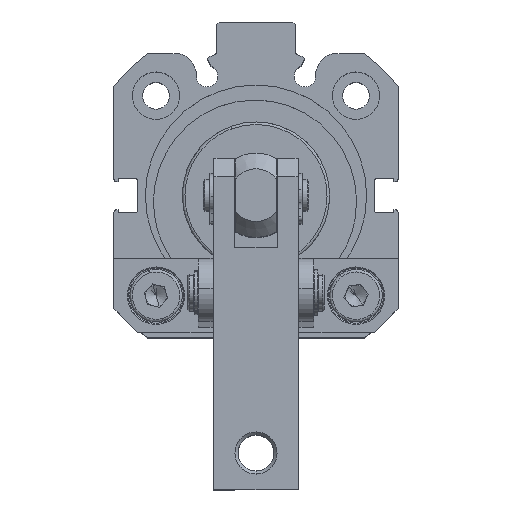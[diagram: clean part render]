
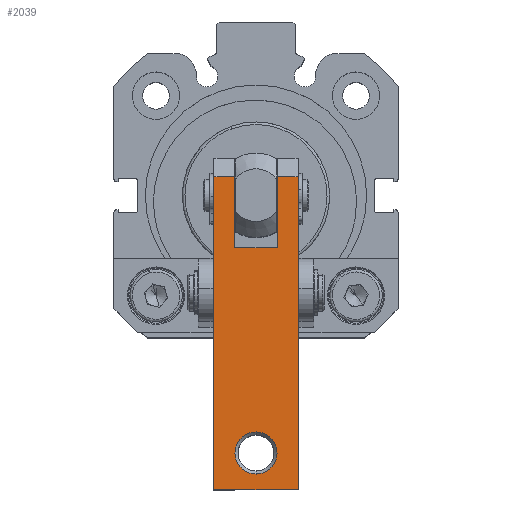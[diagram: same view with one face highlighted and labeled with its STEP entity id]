
A CAD part, top view. The second image highlights one B-rep face of the part: STEP entity #2039.
In plain terms, the highlighted face is planar.
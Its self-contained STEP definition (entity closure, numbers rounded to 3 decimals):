
#63 = DIRECTION ( 'NONE',  ( 1., 0., 0. ) ) ;
#911 = LINE ( 'NONE', #13562, #11750 ) ;
#947 = ORIENTED_EDGE ( 'NONE', *, *, #12529, .F. ) ;
#1058 = DIRECTION ( 'NONE',  ( 0., 0., -1. ) ) ;
#1344 = ORIENTED_EDGE ( 'NONE', *, *, #17305, .F. ) ;
#1574 = CARTESIAN_POINT ( 'NONE',  ( 4.05, 8., 63. ) ) ;
#1828 = VERTEX_POINT ( 'NONE', #8564 ) ;
#1899 = DIRECTION ( 'NONE',  ( -1., 0., 0. ) ) ;
#1971 = CIRCLE ( 'NONE', #15133, 4. ) ;
#2039 = ADVANCED_FACE ( 'NONE', ( #8068, #15778 ), #9322, .F. ) ;
#2335 = CARTESIAN_POINT ( 'NONE',  ( 4.05, 8., 46. ) ) ;
#2495 = LINE ( 'NONE', #2960, #10165 ) ;
#2902 = DIRECTION ( 'NONE',  ( 1., 0., 0. ) ) ;
#2960 = CARTESIAN_POINT ( 'NONE',  ( -8., 8., 0. ) ) ;
#3293 = VERTEX_POINT ( 'NONE', #12111 ) ;
#3410 = VECTOR ( 'NONE', #5683, 1000. ) ;
#3544 = CARTESIAN_POINT ( 'NONE',  ( 8., 8., 59.5 ) ) ;
#4283 = CARTESIAN_POINT ( 'NONE',  ( 0., 8., 59.5 ) ) ;
#4370 = ORIENTED_EDGE ( 'NONE', *, *, #6809, .F. ) ;
#4572 = VECTOR ( 'NONE', #5458, 1000. ) ;
#4687 = EDGE_CURVE ( 'NONE', #15700, #1828, #14565, .T. ) ;
#4975 = DIRECTION ( 'NONE',  ( 0., -1., 0. ) ) ;
#5458 = DIRECTION ( 'NONE',  ( 0., 0., 1. ) ) ;
#5577 = VERTEX_POINT ( 'NONE', #7951 ) ;
#5660 = EDGE_LOOP ( 'NONE', ( #1344, #15721, #12875, #9095, #12523, #947, #16140, #16058 ) ) ;
#5683 = DIRECTION ( 'NONE',  ( 0., 0., 1. ) ) ;
#6080 = VERTEX_POINT ( 'NONE', #8953 ) ;
#6109 = VERTEX_POINT ( 'NONE', #2335 ) ;
#6809 = EDGE_CURVE ( 'NONE', #1828, #15700, #1971, .T. ) ;
#6896 = EDGE_CURVE ( 'NONE', #5577, #13073, #911, .T. ) ;
#6971 = LINE ( 'NONE', #14237, #16791 ) ;
#7330 = VERTEX_POINT ( 'NONE', #3544 ) ;
#7355 = VECTOR ( 'NONE', #16613, 1000. ) ;
#7456 = EDGE_LOOP ( 'NONE', ( #10953, #4370 ) ) ;
#7951 = CARTESIAN_POINT ( 'NONE',  ( -8., 8., 0. ) ) ;
#8068 = FACE_OUTER_BOUND ( 'NONE', #5660, .T. ) ;
#8123 = CARTESIAN_POINT ( 'NONE',  ( -4.05, 8., 63. ) ) ;
#8564 = CARTESIAN_POINT ( 'NONE',  ( 0., 8., 3. ) ) ;
#8653 = CARTESIAN_POINT ( 'NONE',  ( -4.05, 8., 59.5 ) ) ;
#8935 = DIRECTION ( 'NONE',  ( 0., 0., 1. ) ) ;
#8953 = CARTESIAN_POINT ( 'NONE',  ( 4.05, 8., 59.5 ) ) ;
#9095 = ORIENTED_EDGE ( 'NONE', *, *, #6896, .T. ) ;
#9145 = VECTOR ( 'NONE', #63, 1000. ) ;
#9243 = CARTESIAN_POINT ( 'NONE',  ( 0., 8., 7. ) ) ;
#9322 = PLANE ( 'NONE',  #16084 ) ;
#9374 = LINE ( 'NONE', #9596, #3410 ) ;
#9596 = CARTESIAN_POINT ( 'NONE',  ( 8., 8., 63. ) ) ;
#9610 = CARTESIAN_POINT ( 'NONE',  ( -8., 8., 46. ) ) ;
#9729 = CARTESIAN_POINT ( 'NONE',  ( -4.05, 8., 46. ) ) ;
#10144 = LINE ( 'NONE', #8123, #4572 ) ;
#10165 = VECTOR ( 'NONE', #2902, 1000. ) ;
#10531 = CARTESIAN_POINT ( 'NONE',  ( -8., 8., 63. ) ) ;
#10648 = DIRECTION ( 'NONE',  ( 0., 1., 0. ) ) ;
#10774 = VERTEX_POINT ( 'NONE', #9729 ) ;
#10818 = EDGE_CURVE ( 'NONE', #6109, #10774, #15916, .T. ) ;
#10953 = ORIENTED_EDGE ( 'NONE', *, *, #4687, .F. ) ;
#11070 = DIRECTION ( 'NONE',  ( 0., 0., -1. ) ) ;
#11613 = CARTESIAN_POINT ( 'NONE',  ( 0., 8., 7. ) ) ;
#11750 = VECTOR ( 'NONE', #12355, 1000. ) ;
#12111 = CARTESIAN_POINT ( 'NONE',  ( 8., 8., 0. ) ) ;
#12355 = DIRECTION ( 'NONE',  ( 0., 0., 1. ) ) ;
#12523 = ORIENTED_EDGE ( 'NONE', *, *, #14945, .T. ) ;
#12529 = EDGE_CURVE ( 'NONE', #10774, #16198, #10144, .T. ) ;
#12791 = AXIS2_PLACEMENT_3D ( 'NONE', #9243, #10648, #13419 ) ;
#12875 = ORIENTED_EDGE ( 'NONE', *, *, #16044, .F. ) ;
#13073 = VERTEX_POINT ( 'NONE', #15180 ) ;
#13419 = DIRECTION ( 'NONE',  ( 0., 0., 1. ) ) ;
#13562 = CARTESIAN_POINT ( 'NONE',  ( -8., 8., 63. ) ) ;
#14237 = CARTESIAN_POINT ( 'NONE',  ( -8., 8., 59.5 ) ) ;
#14565 = CIRCLE ( 'NONE', #12791, 4. ) ;
#14707 = VECTOR ( 'NONE', #11070, 1000. ) ;
#14927 = EDGE_CURVE ( 'NONE', #3293, #7330, #9374, .T. ) ;
#14945 = EDGE_CURVE ( 'NONE', #13073, #16198, #16031, .T. ) ;
#15133 = AXIS2_PLACEMENT_3D ( 'NONE', #11613, #15798, #8935 ) ;
#15180 = CARTESIAN_POINT ( 'NONE',  ( -8., 8., 59.5 ) ) ;
#15600 = EDGE_CURVE ( 'NONE', #6080, #6109, #16617, .T. ) ;
#15700 = VERTEX_POINT ( 'NONE', #16736 ) ;
#15721 = ORIENTED_EDGE ( 'NONE', *, *, #14927, .F. ) ;
#15778 = FACE_BOUND ( 'NONE', #7456, .T. ) ;
#15798 = DIRECTION ( 'NONE',  ( 0., 1., 0. ) ) ;
#15916 = LINE ( 'NONE', #9610, #7355 ) ;
#16031 = LINE ( 'NONE', #4283, #9145 ) ;
#16044 = EDGE_CURVE ( 'NONE', #5577, #3293, #2495, .T. ) ;
#16058 = ORIENTED_EDGE ( 'NONE', *, *, #15600, .F. ) ;
#16084 = AXIS2_PLACEMENT_3D ( 'NONE', #10531, #4975, #1058 ) ;
#16140 = ORIENTED_EDGE ( 'NONE', *, *, #10818, .F. ) ;
#16198 = VERTEX_POINT ( 'NONE', #8653 ) ;
#16613 = DIRECTION ( 'NONE',  ( -1., 0., 0. ) ) ;
#16617 = LINE ( 'NONE', #1574, #14707 ) ;
#16736 = CARTESIAN_POINT ( 'NONE',  ( 0., 8., 11. ) ) ;
#16791 = VECTOR ( 'NONE', #1899, 1000. ) ;
#17305 = EDGE_CURVE ( 'NONE', #7330, #6080, #6971, .T. ) ;
